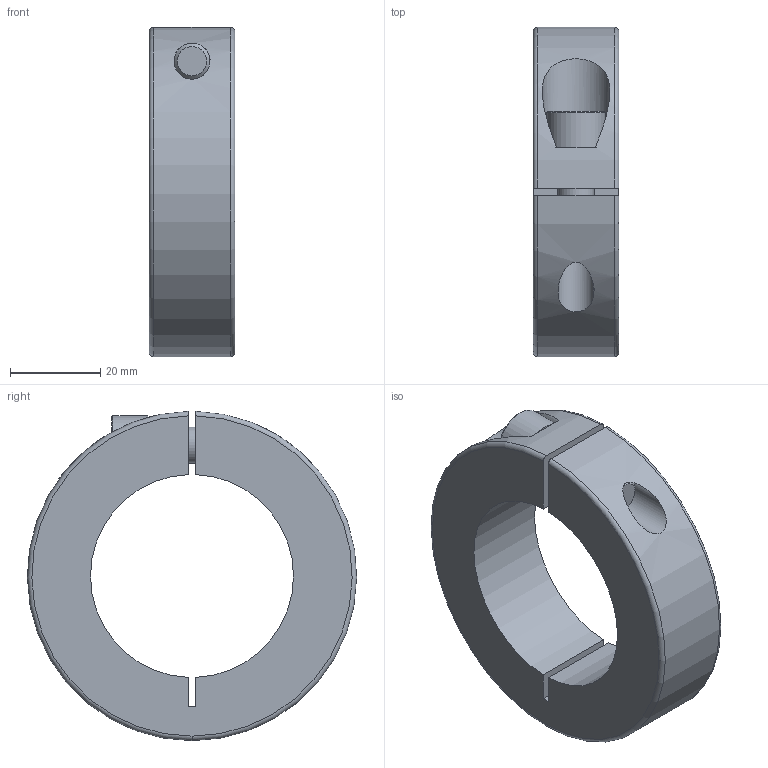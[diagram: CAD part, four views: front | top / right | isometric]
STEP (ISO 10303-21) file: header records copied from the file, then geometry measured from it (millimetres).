
FILE_DESCRIPTION(/* description */ ('Alibre Inc.'),/* implementation_level */ '2;1');
FILE_NAME(/* name */ 'export-6D166BAB-EA00-4D74-B893-17B539EED8FC',/* time_stamp */ '2021-12-31T15:33:56+01:00',/* author */ (''),/* organization */ (''),/* preprocessor_version */ 'ST-DEVELOPER v17',/* originating_system */ 'Alibre',/* authorisation */ '');
FILE_SCHEMA (('AUTOMOTIVE_DESIGN'));
Length unit declared in the file: millimetre
Products named in the file (3): _klr_geschl_62366145; _schr_geschl_62366145; geschl_klr_62366145
Bounding box: 19 x 73 x 72.99 mm (x, y, z)
Volume: 47109.3 mm3; surface area: 14870.8 mm2
Topology: 2 solids, 2 shells, 33 faces, 77 edges, 51 vertices
Faces by surface type: plane 18, cylinder 9, torus 4, cone 2
Full cylindrical faces by diameter (mm): 8 x2, 9 x1, 13 x1
Entity records: 1185 total; most frequent: CARTESIAN_POINT 365, ORIENTED_EDGE 154, DIRECTION 146, EDGE_CURVE 77, AXIS2_PLACEMENT_3D 62, VERTEX_POINT 51, VECTOR 44, LINE 44
